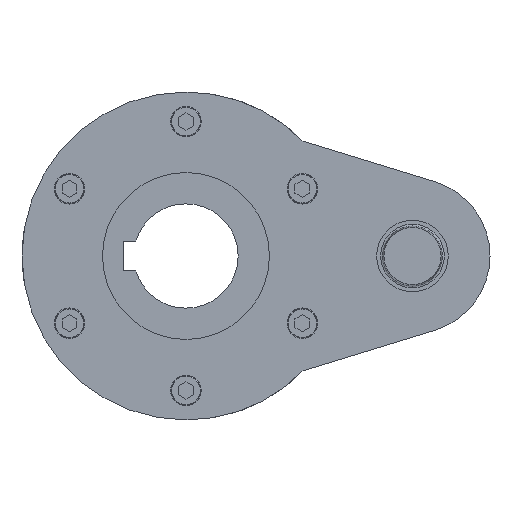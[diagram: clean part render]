
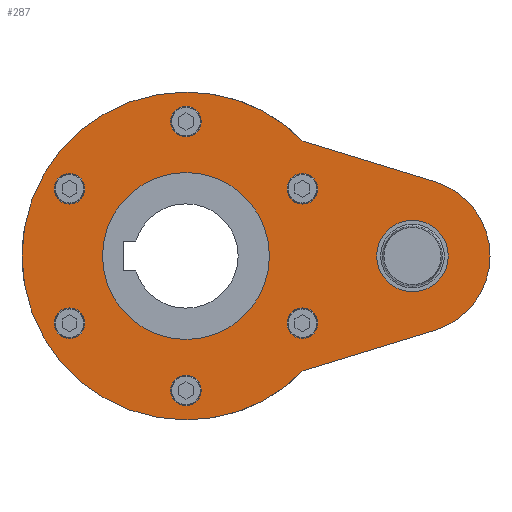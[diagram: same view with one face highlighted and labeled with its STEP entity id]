
A CAD part, left-side view. The second image highlights one B-rep face of the part: STEP entity #287.
In plain terms, the highlighted planar face has unit normal (-1, 0, 0).
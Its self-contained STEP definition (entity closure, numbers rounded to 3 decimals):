
#287=ADVANCED_FACE('',(#811,#812,#813,#814,#815,#816,#817,#818,#819),#820,.T.);
#811=FACE_BOUND('',#1348,.T.);
#812=FACE_BOUND('',#1349,.T.);
#813=FACE_BOUND('',#1350,.T.);
#814=FACE_BOUND('',#1351,.T.);
#815=FACE_BOUND('',#1352,.T.);
#816=FACE_BOUND('',#1353,.T.);
#817=FACE_OUTER_BOUND('',#1354,.T.);
#818=FACE_BOUND('',#1355,.T.);
#819=FACE_BOUND('',#1356,.T.);
#820=PLANE('',#1357);
#1348=EDGE_LOOP('',(#3258,#3259));
#1349=EDGE_LOOP('',(#3260,#3261));
#1350=EDGE_LOOP('',(#3262,#3263));
#1351=EDGE_LOOP('',(#3264,#3265));
#1352=EDGE_LOOP('',(#3266,#3267));
#1353=EDGE_LOOP('',(#3268,#3269));
#1354=EDGE_LOOP('',(#3270,#3271,#3272,#3273,#3274,#3275,#3276));
#1355=EDGE_LOOP('',(#3277,#3278));
#1356=EDGE_LOOP('',(#3279,#3280));
#1357=AXIS2_PLACEMENT_3D('',#3281,#3282,#3283);
#3258=ORIENTED_EDGE('',*,*,#3447,.T.);
#3259=ORIENTED_EDGE('',*,*,#3759,.T.);
#3260=ORIENTED_EDGE('',*,*,#3434,.T.);
#3261=ORIENTED_EDGE('',*,*,#3783,.T.);
#3262=ORIENTED_EDGE('',*,*,#3421,.T.);
#3263=ORIENTED_EDGE('',*,*,#3807,.T.);
#3264=ORIENTED_EDGE('',*,*,#3408,.T.);
#3265=ORIENTED_EDGE('',*,*,#3831,.T.);
#3266=ORIENTED_EDGE('',*,*,#3395,.T.);
#3267=ORIENTED_EDGE('',*,*,#3855,.T.);
#3268=ORIENTED_EDGE('',*,*,#3382,.T.);
#3269=ORIENTED_EDGE('',*,*,#3879,.T.);
#3270=ORIENTED_EDGE('',*,*,#3899,.F.);
#3271=ORIENTED_EDGE('',*,*,#3331,.F.);
#3272=ORIENTED_EDGE('',*,*,#3335,.F.);
#3273=ORIENTED_EDGE('',*,*,#3922,.F.);
#3274=ORIENTED_EDGE('',*,*,#3902,.T.);
#3275=ORIENTED_EDGE('',*,*,#3366,.F.);
#3276=ORIENTED_EDGE('',*,*,#3905,.F.);
#3277=ORIENTED_EDGE('',*,*,#3564,.T.);
#3278=ORIENTED_EDGE('',*,*,#3565,.T.);
#3279=ORIENTED_EDGE('',*,*,#3329,.T.);
#3280=ORIENTED_EDGE('',*,*,#3923,.T.);
#3281=CARTESIAN_POINT('',(1.0,0.0,0.0));
#3282=DIRECTION('',(-1.0,0.0,0.0));
#3283=DIRECTION('',(0.0,0.0,1.0));
#3329=EDGE_CURVE('',#3939,#3943,#3945,.T.);
#3331=EDGE_CURVE('',#3947,#3949,#3950,.T.);
#3335=EDGE_CURVE('',#3954,#3947,#3957,.T.);
#3366=EDGE_CURVE('',#4008,#4011,#4012,.T.);
#3382=EDGE_CURVE('',#4043,#4040,#4044,.T.);
#3395=EDGE_CURVE('',#4068,#4065,#4069,.T.);
#3408=EDGE_CURVE('',#4093,#4090,#4094,.T.);
#3421=EDGE_CURVE('',#4118,#4115,#4119,.T.);
#3434=EDGE_CURVE('',#4143,#4140,#4144,.T.);
#3447=EDGE_CURVE('',#4168,#4165,#4169,.T.);
#3564=EDGE_CURVE('',#4383,#4387,#4389,.T.);
#3565=EDGE_CURVE('',#4387,#4383,#4390,.T.);
#3759=EDGE_CURVE('',#4165,#4168,#4687,.T.);
#3783=EDGE_CURVE('',#4140,#4143,#4724,.T.);
#3807=EDGE_CURVE('',#4115,#4118,#4761,.T.);
#3831=EDGE_CURVE('',#4090,#4093,#4798,.T.);
#3855=EDGE_CURVE('',#4065,#4068,#4835,.T.);
#3879=EDGE_CURVE('',#4040,#4043,#4872,.T.);
#3899=EDGE_CURVE('',#3949,#4902,#4903,.T.);
#3902=EDGE_CURVE('',#4906,#4011,#4907,.T.);
#3905=EDGE_CURVE('',#4902,#4008,#4910,.T.);
#3922=EDGE_CURVE('',#4906,#3954,#4933,.T.);
#3923=EDGE_CURVE('',#3943,#3939,#4934,.T.);
#3939=VERTEX_POINT('',#4950);
#3943=VERTEX_POINT('',#4955);
#3945=CIRCLE('',#4958,28.0);
#3947=VERTEX_POINT('',#4960);
#3949=VERTEX_POINT('',#4963);
#3950=CIRCLE('',#4964,55.0);
#3954=VERTEX_POINT('',#4969);
#3957=CIRCLE('',#4973,55.0);
#4008=VERTEX_POINT('',#5097);
#4011=VERTEX_POINT('',#5101);
#4012=CIRCLE('',#5102,26.0);
#4040=VERTEX_POINT('',#5137);
#4043=VERTEX_POINT('',#5141);
#4044=CIRCLE('',#5142,5.125);
#4065=VERTEX_POINT('',#5166);
#4068=VERTEX_POINT('',#5170);
#4069=CIRCLE('',#5171,5.125);
#4090=VERTEX_POINT('',#5195);
#4093=VERTEX_POINT('',#5199);
#4094=CIRCLE('',#5200,5.125);
#4115=VERTEX_POINT('',#5224);
#4118=VERTEX_POINT('',#5228);
#4119=CIRCLE('',#5229,5.125);
#4140=VERTEX_POINT('',#5253);
#4143=VERTEX_POINT('',#5257);
#4144=CIRCLE('',#5258,5.125);
#4165=VERTEX_POINT('',#5282);
#4168=VERTEX_POINT('',#5286);
#4169=CIRCLE('',#5287,5.125);
#4383=VERTEX_POINT('',#5536);
#4387=VERTEX_POINT('',#5541);
#4389=CIRCLE('',#5544,12.0);
#4390=CIRCLE('',#5545,12.0);
#4687=CIRCLE('',#5982,5.125);
#4724=CIRCLE('',#6037,5.125);
#4761=CIRCLE('',#6092,5.125);
#4798=CIRCLE('',#6147,5.125);
#4835=CIRCLE('',#6202,5.125);
#4872=CIRCLE('',#6257,5.125);
#4902=VERTEX_POINT('',#6299);
#4903=LINE('',#6300,#6301);
#4906=VERTEX_POINT('',#6306);
#4907=LINE('',#6307,#6308);
#4910=CIRCLE('',#6313,26.0);
#4933=CIRCLE('',#6336,55.0);
#4934=CIRCLE('',#6337,28.0);
#4950=CARTESIAN_POINT('',(1.0,0.0,-28.0));
#4955=CARTESIAN_POINT('',(1.0,0.,28.0));
#4958=AXIS2_PLACEMENT_3D('',#6366,#6367,#6368);
#4960=CARTESIAN_POINT('',(1.0,0.,55.0));
#4963=CARTESIAN_POINT('',(1.,-39.278,38.5));
#4964=AXIS2_PLACEMENT_3D('',#6370,#6371,#6372);
#4969=CARTESIAN_POINT('',(1.0,0.,-55.0));
#4973=AXIS2_PLACEMENT_3D('',#6378,#6379,#6380);
#5097=CARTESIAN_POINT('',(1.,-102.0,0.));
#5101=CARTESIAN_POINT('',(1.,-83.645,-24.851));
#5102=AXIS2_PLACEMENT_3D('',#6448,#6449,#6450);
#5137=CARTESIAN_POINT('',(1.0,43.496,25.113));
#5141=CARTESIAN_POINT('',(1.0,34.619,19.988));
#5142=AXIS2_PLACEMENT_3D('',#6480,#6481,#6482);
#5166=CARTESIAN_POINT('',(1.0,0.,50.225));
#5170=CARTESIAN_POINT('',(1.0,0.,39.975));
#5171=AXIS2_PLACEMENT_3D('',#6511,#6512,#6513);
#5195=CARTESIAN_POINT('',(1.0,-43.496,25.113));
#5199=CARTESIAN_POINT('',(1.0,-34.619,19.988));
#5200=AXIS2_PLACEMENT_3D('',#6542,#6543,#6544);
#5224=CARTESIAN_POINT('',(1.0,-43.496,-25.113));
#5228=CARTESIAN_POINT('',(1.0,-34.619,-19.988));
#5229=AXIS2_PLACEMENT_3D('',#6573,#6574,#6575);
#5253=CARTESIAN_POINT('',(1.0,0.,-50.225));
#5257=CARTESIAN_POINT('',(1.0,0.,-39.975));
#5258=AXIS2_PLACEMENT_3D('',#6604,#6605,#6606);
#5282=CARTESIAN_POINT('',(1.0,43.496,-25.113));
#5286=CARTESIAN_POINT('',(1.0,34.619,-19.988));
#5287=AXIS2_PLACEMENT_3D('',#6635,#6636,#6637);
#5536=CARTESIAN_POINT('',(1.0,-64.0,0.0));
#5541=CARTESIAN_POINT('',(1.0,-88.0,0.));
#5544=AXIS2_PLACEMENT_3D('',#6912,#6913,#6914);
#5545=AXIS2_PLACEMENT_3D('',#6915,#6916,#6917);
#5982=AXIS2_PLACEMENT_3D('',#7217,#7218,#7219);
#6037=AXIS2_PLACEMENT_3D('',#7253,#7254,#7255);
#6092=AXIS2_PLACEMENT_3D('',#7289,#7290,#7291);
#6147=AXIS2_PLACEMENT_3D('',#7325,#7326,#7327);
#6202=AXIS2_PLACEMENT_3D('',#7361,#7362,#7363);
#6257=AXIS2_PLACEMENT_3D('',#7397,#7398,#7399);
#6299=CARTESIAN_POINT('',(1.,-83.645,24.851));
#6300=CARTESIAN_POINT('',(1.,-39.278,38.5));
#6301=VECTOR('',#7433,1.);
#6306=CARTESIAN_POINT('',(1.0,-39.278,-38.5));
#6307=CARTESIAN_POINT('',(1.0,-39.278,-38.5));
#6308=VECTOR('',#7436,1.);
#6313=AXIS2_PLACEMENT_3D('',#7439,#7440,#7441);
#6336=AXIS2_PLACEMENT_3D('',#7490,#7491,#7492);
#6337=AXIS2_PLACEMENT_3D('',#7493,#7494,#7495);
#6366=CARTESIAN_POINT('',(1.0,0.0,0.0));
#6367=DIRECTION('',(1.0,0.0,0.0));
#6368=DIRECTION('',(0.0,0.0,-1.0));
#6370=CARTESIAN_POINT('',(1.0,0.0,0.0));
#6371=DIRECTION('',(1.0,0.,0.));
#6372=DIRECTION('',(0.,-1.0,0.));
#6378=CARTESIAN_POINT('',(1.0,0.0,0.0));
#6379=DIRECTION('',(1.0,0.,0.));
#6380=DIRECTION('',(0.,-1.0,0.));
#6448=CARTESIAN_POINT('',(1.0,-76.0,0.));
#6449=DIRECTION('',(1.0,0.,0.));
#6450=DIRECTION('',(0.,-1.0,0.));
#6480=CARTESIAN_POINT('',(1.0,39.058,22.55));
#6481=DIRECTION('',(1.0,0.0,-0.0));
#6482=DIRECTION('',(0.0,0.866,0.5));
#6511=CARTESIAN_POINT('',(1.0,0.,45.1));
#6512=DIRECTION('',(1.0,0.0,-0.0));
#6513=DIRECTION('',(0.0,0.,1.0));
#6542=CARTESIAN_POINT('',(1.0,-39.058,22.55));
#6543=DIRECTION('',(1.0,0.0,0.0));
#6544=DIRECTION('',(0.0,-0.866,0.5));
#6573=CARTESIAN_POINT('',(1.0,-39.058,-22.55));
#6574=DIRECTION('',(1.0,0.0,0.0));
#6575=DIRECTION('',(0.0,-0.866,-0.5));
#6604=CARTESIAN_POINT('',(1.0,0.,-45.1));
#6605=DIRECTION('',(1.0,0.0,0.0));
#6606=DIRECTION('',(0.0,0.,-1.0));
#6635=CARTESIAN_POINT('',(1.0,39.058,-22.55));
#6636=DIRECTION('',(1.0,0.0,0.0));
#6637=DIRECTION('',(0.0,0.866,-0.5));
#6912=CARTESIAN_POINT('',(1.0,-76.0,0.0));
#6913=DIRECTION('',(1.0,0.,0.));
#6914=DIRECTION('',(0.,1.0,0.));
#6915=CARTESIAN_POINT('',(1.0,-76.0,0.0));
#6916=DIRECTION('',(1.0,0.,0.));
#6917=DIRECTION('',(0.,1.0,0.));
#7217=CARTESIAN_POINT('',(1.0,39.058,-22.55));
#7218=DIRECTION('',(1.0,0.0,0.0));
#7219=DIRECTION('',(0.0,0.866,-0.5));
#7253=CARTESIAN_POINT('',(1.0,0.,-45.1));
#7254=DIRECTION('',(1.0,0.0,0.0));
#7255=DIRECTION('',(0.0,0.,-1.0));
#7289=CARTESIAN_POINT('',(1.0,-39.058,-22.55));
#7290=DIRECTION('',(1.0,0.0,0.0));
#7291=DIRECTION('',(0.0,-0.866,-0.5));
#7325=CARTESIAN_POINT('',(1.0,-39.058,22.55));
#7326=DIRECTION('',(1.0,0.0,0.0));
#7327=DIRECTION('',(0.0,-0.866,0.5));
#7361=CARTESIAN_POINT('',(1.0,0.,45.1));
#7362=DIRECTION('',(1.0,0.0,-0.0));
#7363=DIRECTION('',(0.0,0.,1.0));
#7397=CARTESIAN_POINT('',(1.0,39.058,22.55));
#7398=DIRECTION('',(1.0,0.0,-0.0));
#7399=DIRECTION('',(0.0,0.866,0.5));
#7433=DIRECTION('',(0.,-0.956,-0.294));
#7436=DIRECTION('',(0.,-0.956,0.294));
#7439=CARTESIAN_POINT('',(1.0,-76.0,0.));
#7440=DIRECTION('',(1.0,0.,0.));
#7441=DIRECTION('',(0.,-1.0,0.));
#7490=CARTESIAN_POINT('',(1.0,0.0,0.0));
#7491=DIRECTION('',(1.0,0.,0.));
#7492=DIRECTION('',(0.,-1.0,0.));
#7493=CARTESIAN_POINT('',(1.0,0.0,0.0));
#7494=DIRECTION('',(1.0,0.0,0.0));
#7495=DIRECTION('',(0.0,0.0,-1.0));
